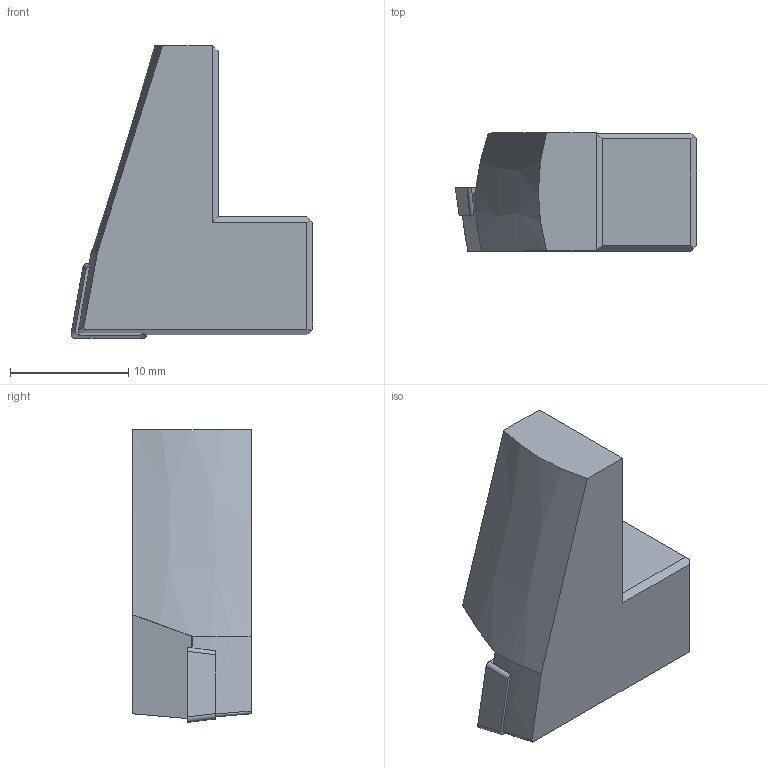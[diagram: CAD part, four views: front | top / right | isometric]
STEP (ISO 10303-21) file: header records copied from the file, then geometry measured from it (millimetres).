
FILE_DESCRIPTION(/* description */ (''),/* implementation_level */ '2;1');
FILE_NAME(/* name */ 'A72550.stp',/* time_stamp */ '2017-10-23T16:42:30+05:00',/* author */ (''),/* organization */ (''),/* preprocessor_version */ 'ST-DEVELOPER v16',/* originating_system */ 'SIEMENS PLM Software NX 11.0',/* authorisation */ '');
FILE_SCHEMA (('AUTOMOTIVE_DESIGN { 1 0 10303 214 3 1 1 1 }'));
Length unit declared in the file: millimetre
Products named in the file (1): A72550
Bounding box: 20.46 x 10 x 24.8 mm (x, y, z)
Volume: 2634.5 mm3; surface area: 1468.4 mm2
Topology: 2 solids, 2 shells, 36 faces, 92 edges, 60 vertices
Faces by surface type: plane 29, cylinder 4, cone 2, bspline 1
Entity records: 1264 total; most frequent: CARTESIAN_POINT 337, ORIENTED_EDGE 184, DIRECTION 172, EDGE_CURVE 92, LINE 70, VECTOR 70, VERTEX_POINT 60, AXIS2_PLACEMENT_3D 51
